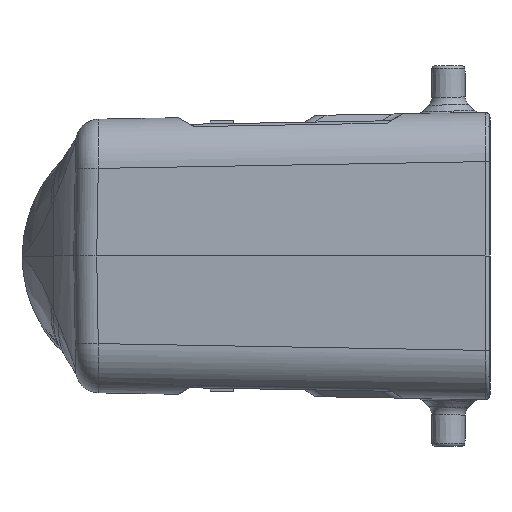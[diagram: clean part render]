
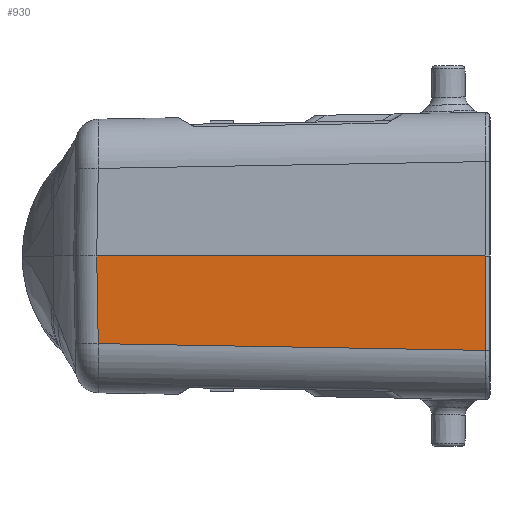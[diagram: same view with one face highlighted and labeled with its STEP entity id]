
A CAD part, left-side view. The second image highlights one B-rep face of the part: STEP entity #930.
In plain terms, the highlighted planar face has unit normal (-1, 0.018, -0.017).
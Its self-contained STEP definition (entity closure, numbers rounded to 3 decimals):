
#930=ADVANCED_FACE('',(#1548),#1211,.T.);
#1211=PLANE('',#7917);
#1548=FACE_OUTER_BOUND('',#1990,.T.);
#1990=EDGE_LOOP('',(#4890,#4891,#4892,#4893));
#2252=LINE('',#10557,#2840);
#2486=LINE('',#13858,#3074);
#2840=VECTOR('',#8259,1.);
#3074=VECTOR('',#9095,1.);
#3596=B_SPLINE_CURVE_WITH_KNOTS('',3,(#13848,#13849,#13850,#13851),
 .UNSPECIFIED.,.F.,.F.,(4,4),(0.,1.),.UNSPECIFIED.);
#3597=B_SPLINE_CURVE_WITH_KNOTS('',3,(#13853,#13854,#13855,#13856),
 .UNSPECIFIED.,.F.,.F.,(4,4),(0.,1.),.UNSPECIFIED.);
#4890=ORIENTED_EDGE('',*,*,#7147,.T.);
#4891=ORIENTED_EDGE('',*,*,#7148,.T.);
#4892=ORIENTED_EDGE('',*,*,#6622,.F.);
#4893=ORIENTED_EDGE('',*,*,#7146,.T.);
#5934=VERTEX_POINT('',#10549);
#5935=VERTEX_POINT('',#10558);
#6251=VERTEX_POINT('',#13847);
#6252=VERTEX_POINT('',#13857);
#6622=EDGE_CURVE('',#5934,#5935,#2252,.T.);
#7146=EDGE_CURVE('',#5934,#6251,#3596,.T.);
#7147=EDGE_CURVE('',#6251,#6252,#3597,.T.);
#7148=EDGE_CURVE('',#6252,#5935,#2486,.T.);
#7917=AXIS2_PLACEMENT_3D('',#13859,#9096,#9097);
#8259=DIRECTION('',(0.017,1.,0.017));
#9095=DIRECTION('',(0.017,-0.017,-1.));
#9096=DIRECTION('',(-1.,0.017,-0.017));
#9097=DIRECTION('',(0.017,1.,0.));
#10549=CARTESIAN_POINT('',(-59.748,70.309,-14.127));
#10557=CARTESIAN_POINT('',(-59.748,70.309,-14.127));
#10558=CARTESIAN_POINT('',(-58.753,128.333,-13.114));
#13847=CARTESIAN_POINT('',(-59.995,70.309,0.));
#13848=CARTESIAN_POINT('',(-59.748,70.309,-14.127));
#13849=CARTESIAN_POINT('',(-59.83,70.309,-9.418));
#13850=CARTESIAN_POINT('',(-59.912,70.309,-4.709));
#13851=CARTESIAN_POINT('',(-59.995,70.309,0.));
#13853=CARTESIAN_POINT('',(-59.995,70.309,0.));
#13854=CARTESIAN_POINT('',(-59.656,89.726,0.));
#13855=CARTESIAN_POINT('',(-59.317,109.144,0.));
#13856=CARTESIAN_POINT('',(-58.978,128.562,0.));
#13857=CARTESIAN_POINT('',(-58.978,128.562,0.));
#13858=CARTESIAN_POINT('',(-58.978,128.562,0.));
#13859=CARTESIAN_POINT('',(-60.049,70.,2.835));
